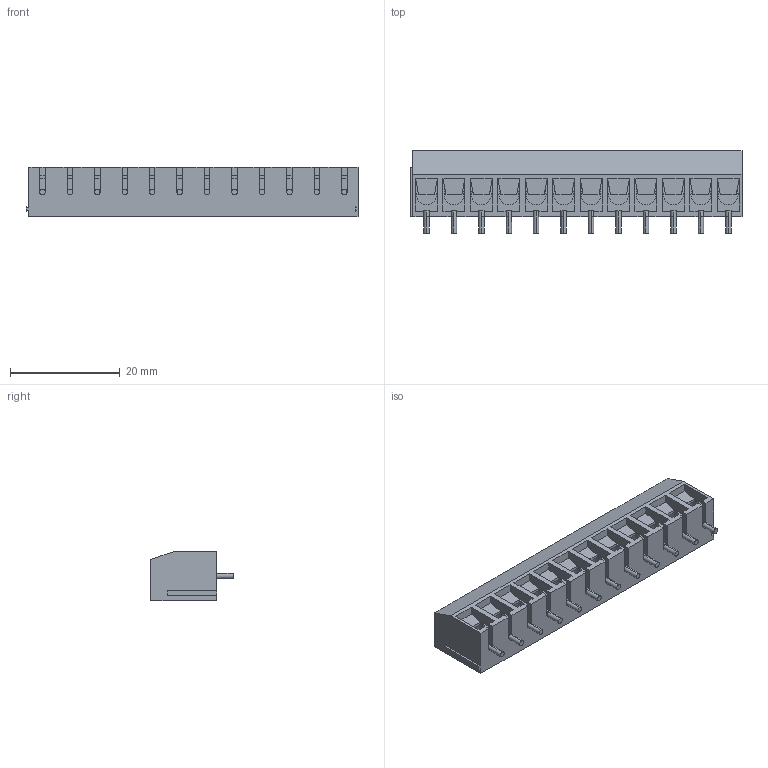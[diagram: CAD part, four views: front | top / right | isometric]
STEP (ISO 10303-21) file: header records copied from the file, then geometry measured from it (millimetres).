
FILE_DESCRIPTION (( 'STEP AP214' ), '1' );
FILE_NAME ('bornera de 12 terminales.STEP', '2020-06-06T22:57:08', ( 'Anderson' ), ( '' ), 'SwSTEP 2.0', 'SolidWorks 2019', '' );
FILE_SCHEMA (( 'AUTOMOTIVE_DESIGN' ));
Length unit declared in the file: millimetre
Products named in the file (1): bornera de 12 terminales
Bounding box: 60.5 x 15 x 9 mm (x, y, z)
Volume: 4963.5 mm3; surface area: 4788.5 mm2
Topology: 1 solids, 1 shells, 685 faces, 1779 edges, 1120 vertices
Faces by surface type: plane 567, cylinder 118
Entity records: 25015 total; most frequent: DIRECTION 3625, CARTESIAN_POINT 3625, ORIENTED_EDGE 3558, EDGE_CURVE 1779, VECTOR 1289, LINE 1289, AXIS2_PLACEMENT_3D 1168, VERTEX_POINT 1120
